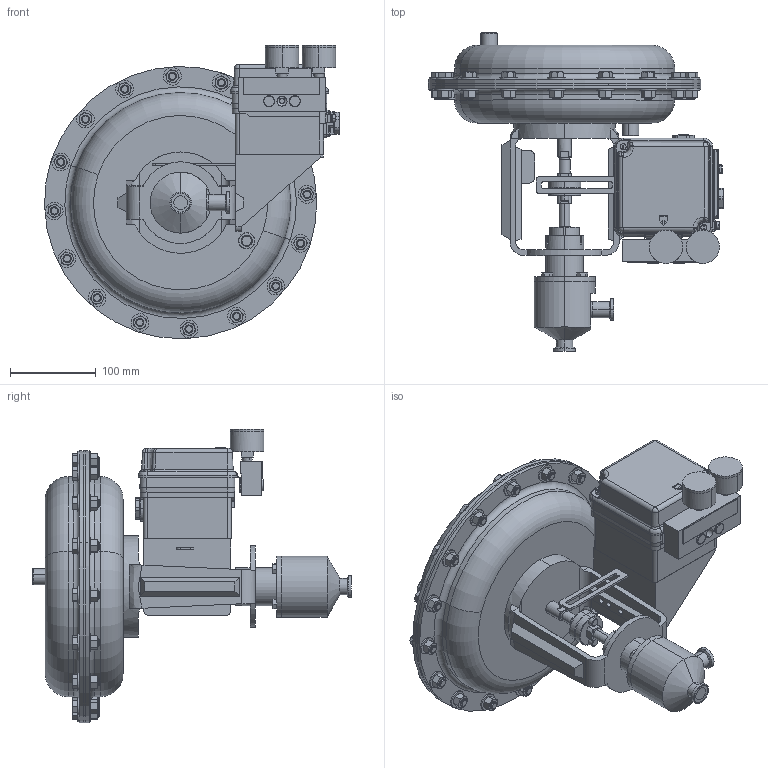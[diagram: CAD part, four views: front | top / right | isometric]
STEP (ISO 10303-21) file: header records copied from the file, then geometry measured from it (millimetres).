
FILE_DESCRIPTION (( 'STEP AP203' ), '1' );
FILE_NAME ('978ESP-075-JD-55M-16IP.STEP', '2017-06-12T13:46:01', ( '' ), ( '' ), 'SwSTEP 2.0', 'SolidWorks 2014', '' );
FILE_SCHEMA (( 'CONFIG_CONTROL_DESIGN' ));
Length unit declared in the file: inch
Products named in the file (2): 978ESP-075-JD-55M-16IP
Bounding box: 343.95 x 371.1 x 342.27 mm (x, y, z)
Volume: 7113127.8 mm3; surface area: 470331.1 mm2
Topology: 3 solids, 5 shells, 1623 faces, 3791 edges, 2310 vertices
Faces by surface type: plane 695, cone 441, cylinder 383, bspline 84, torus 20
Entity records: 51048 total; most frequent: CARTESIAN_POINT 15094, ORIENTED_EDGE 7550, DIRECTION 7248, EDGE_CURVE 3775, AXIS2_PLACEMENT_3D 2819, VERTEX_POINT 2310, EDGE_LOOP 1787, ADVANCED_FACE 1623
